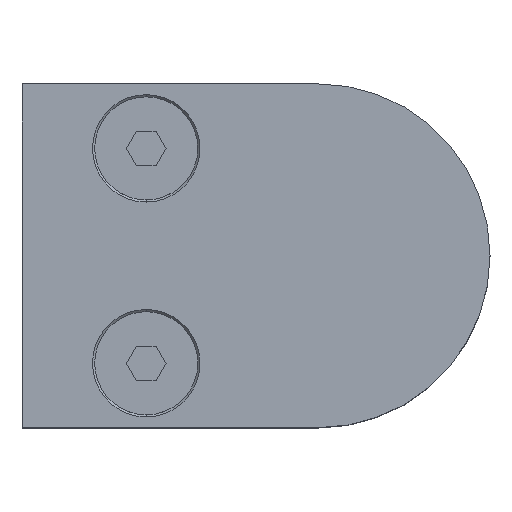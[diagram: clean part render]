
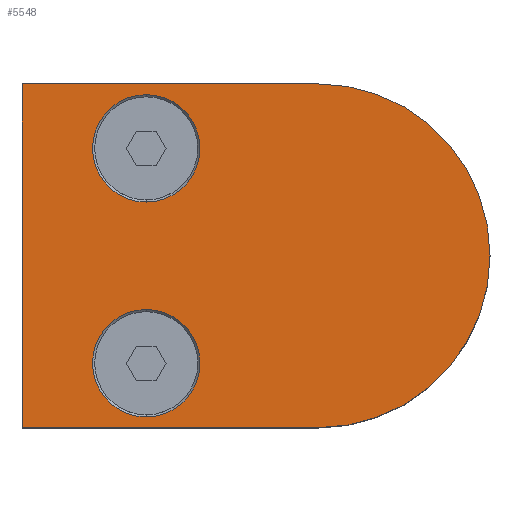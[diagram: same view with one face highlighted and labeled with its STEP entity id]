
A CAD part, top view. The second image highlights one B-rep face of the part: STEP entity #5548.
In plain terms, the highlighted planar face has unit normal (0, 0, 1).
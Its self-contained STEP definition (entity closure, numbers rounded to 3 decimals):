
#140 = CARTESIAN_POINT ( 'NONE',  ( 16.746, 20., 13. ) ) ;
#159 = EDGE_CURVE ( 'NONE', #15722, #4770, #9975, .T. ) ;
#1055 = EDGE_CURVE ( 'NONE', #5246, #21583, #17994, .T. ) ;
#1545 = CARTESIAN_POINT ( 'NONE',  ( 31.2, -12.5, 13. ) ) ;
#1739 = DIRECTION ( 'NONE',  ( 0., 0., 1. ) ) ;
#2016 = DIRECTION ( 'NONE',  ( 0., 0., -1. ) ) ;
#2252 = CARTESIAN_POINT ( 'NONE',  ( 51.2, -20., 13. ) ) ;
#2889 = EDGE_CURVE ( 'NONE', #18319, #23742, #19296, .T. ) ;
#3683 = DIRECTION ( 'NONE',  ( 0., 1., 0. ) ) ;
#3923 = CARTESIAN_POINT ( 'NONE',  ( 16.746, 20., 13. ) ) ;
#4256 = PLANE ( 'NONE',  #13688 ) ;
#4332 = VECTOR ( 'NONE', #19914, 1000. ) ;
#4770 = VERTEX_POINT ( 'NONE', #8133 ) ;
#5070 = DIRECTION ( 'NONE',  ( 0., 0., -1. ) ) ;
#5085 = CARTESIAN_POINT ( 'NONE',  ( 31.2, 18.75, 13. ) ) ;
#5145 = CARTESIAN_POINT ( 'NONE',  ( 31.2, 6.25, 13. ) ) ;
#5246 = VERTEX_POINT ( 'NONE', #3923 ) ;
#5548 = ADVANCED_FACE ( 'NONE', ( #7392, #22620, #9394 ), #4256, .F. ) ;
#6263 = DIRECTION ( 'NONE',  ( 1., 0., 0. ) ) ;
#6608 = EDGE_CURVE ( 'NONE', #17198, #16588, #14918, .T. ) ;
#6936 = CARTESIAN_POINT ( 'NONE',  ( 51.2, 0., 13. ) ) ;
#7392 = FACE_BOUND ( 'NONE', #9618, .T. ) ;
#7566 = CARTESIAN_POINT ( 'NONE',  ( 31.2, 12.5, 13. ) ) ;
#7768 = DIRECTION ( 'NONE',  ( -1., 0., 0. ) ) ;
#8133 = CARTESIAN_POINT ( 'NONE',  ( 71.2, 0., 13. ) ) ;
#8326 = CARTESIAN_POINT ( 'NONE',  ( 16.746, 20., 13. ) ) ;
#8964 = LINE ( 'NONE', #16350, #12213 ) ;
#9384 = AXIS2_PLACEMENT_3D ( 'NONE', #1545, #24261, #24010 ) ;
#9394 = FACE_OUTER_BOUND ( 'NONE', #9931, .T. ) ;
#9618 = EDGE_LOOP ( 'NONE', ( #18841, #11958 ) ) ;
#9782 = CIRCLE ( 'NONE', #9384, 6.25 ) ;
#9931 = EDGE_LOOP ( 'NONE', ( #20195, #19085, #23560, #20315, #13543 ) ) ;
#9975 = CIRCLE ( 'NONE', #11580, 20. ) ;
#10729 = CARTESIAN_POINT ( 'NONE',  ( 51.2, 20., 13. ) ) ;
#10910 = VERTEX_POINT ( 'NONE', #2252 ) ;
#11062 = CARTESIAN_POINT ( 'NONE',  ( 16.746, -20., 13. ) ) ;
#11110 = EDGE_LOOP ( 'NONE', ( #22219, #17318 ) ) ;
#11580 = AXIS2_PLACEMENT_3D ( 'NONE', #6936, #5070, #21803 ) ;
#11742 = DIRECTION ( 'NONE',  ( 0., 0., -1. ) ) ;
#11958 = ORIENTED_EDGE ( 'NONE', *, *, #6608, .F. ) ;
#12213 = VECTOR ( 'NONE', #6263, 1000. ) ;
#12289 = AXIS2_PLACEMENT_3D ( 'NONE', #19114, #11742, #17500 ) ;
#12370 = VECTOR ( 'NONE', #21966, 1000. ) ;
#12862 = DIRECTION ( 'NONE',  ( 0., -1., 0. ) ) ;
#13026 = DIRECTION ( 'NONE',  ( 0., 0., -1. ) ) ;
#13151 = CARTESIAN_POINT ( 'NONE',  ( 51.2, 0., 13. ) ) ;
#13536 = EDGE_CURVE ( 'NONE', #5246, #15722, #16433, .T. ) ;
#13543 = ORIENTED_EDGE ( 'NONE', *, *, #1055, .T. ) ;
#13688 = AXIS2_PLACEMENT_3D ( 'NONE', #140, #2016, #7768 ) ;
#13848 = CARTESIAN_POINT ( 'NONE',  ( 31.2, -6.25, 13. ) ) ;
#13962 = EDGE_CURVE ( 'NONE', #4770, #10910, #23867, .T. ) ;
#14120 = CARTESIAN_POINT ( 'NONE',  ( 16.746, 20., 13. ) ) ;
#14271 = CIRCLE ( 'NONE', #12289, 6.25 ) ;
#14501 = AXIS2_PLACEMENT_3D ( 'NONE', #16617, #1739, #12862 ) ;
#14918 = CIRCLE ( 'NONE', #14501, 6.25 ) ;
#15722 = VERTEX_POINT ( 'NONE', #10729 ) ;
#16350 = CARTESIAN_POINT ( 'NONE',  ( 16.746, -20., 13. ) ) ;
#16433 = LINE ( 'NONE', #8326, #4332 ) ;
#16588 = VERTEX_POINT ( 'NONE', #22678 ) ;
#16617 = CARTESIAN_POINT ( 'NONE',  ( 31.2, -12.5, 13. ) ) ;
#17198 = VERTEX_POINT ( 'NONE', #13848 ) ;
#17318 = ORIENTED_EDGE ( 'NONE', *, *, #22268, .T. ) ;
#17434 = EDGE_CURVE ( 'NONE', #16588, #17198, #9782, .T. ) ;
#17500 = DIRECTION ( 'NONE',  ( 0., 1., 0. ) ) ;
#17523 = AXIS2_PLACEMENT_3D ( 'NONE', #13151, #13026, #20753 ) ;
#17994 = LINE ( 'NONE', #14120, #12370 ) ;
#18319 = VERTEX_POINT ( 'NONE', #5085 ) ;
#18841 = ORIENTED_EDGE ( 'NONE', *, *, #17434, .F. ) ;
#19085 = ORIENTED_EDGE ( 'NONE', *, *, #13962, .F. ) ;
#19114 = CARTESIAN_POINT ( 'NONE',  ( 31.2, 12.5, 13. ) ) ;
#19296 = CIRCLE ( 'NONE', #24058, 6.25 ) ;
#19914 = DIRECTION ( 'NONE',  ( 1., 0., 0. ) ) ;
#20131 = EDGE_CURVE ( 'NONE', #21583, #10910, #8964, .T. ) ;
#20195 = ORIENTED_EDGE ( 'NONE', *, *, #20131, .T. ) ;
#20315 = ORIENTED_EDGE ( 'NONE', *, *, #13536, .F. ) ;
#20753 = DIRECTION ( 'NONE',  ( -1., 0., 0. ) ) ;
#21583 = VERTEX_POINT ( 'NONE', #11062 ) ;
#21803 = DIRECTION ( 'NONE',  ( -1., 0., 0. ) ) ;
#21966 = DIRECTION ( 'NONE',  ( 0., -1., 0. ) ) ;
#22219 = ORIENTED_EDGE ( 'NONE', *, *, #2889, .T. ) ;
#22268 = EDGE_CURVE ( 'NONE', #23742, #18319, #14271, .T. ) ;
#22620 = FACE_BOUND ( 'NONE', #11110, .T. ) ;
#22666 = DIRECTION ( 'NONE',  ( 0., 0., -1. ) ) ;
#22678 = CARTESIAN_POINT ( 'NONE',  ( 31.2, -18.75, 13. ) ) ;
#23560 = ORIENTED_EDGE ( 'NONE', *, *, #159, .F. ) ;
#23742 = VERTEX_POINT ( 'NONE', #5145 ) ;
#23867 = CIRCLE ( 'NONE', #17523, 20. ) ;
#24010 = DIRECTION ( 'NONE',  ( 0., -1., 0. ) ) ;
#24058 = AXIS2_PLACEMENT_3D ( 'NONE', #7566, #22666, #3683 ) ;
#24261 = DIRECTION ( 'NONE',  ( 0., 0., 1. ) ) ;
